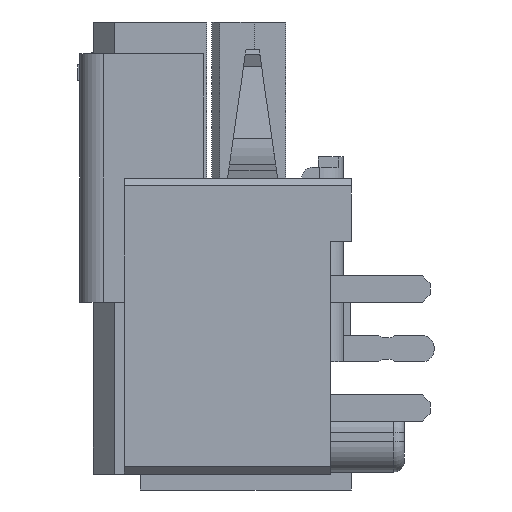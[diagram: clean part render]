
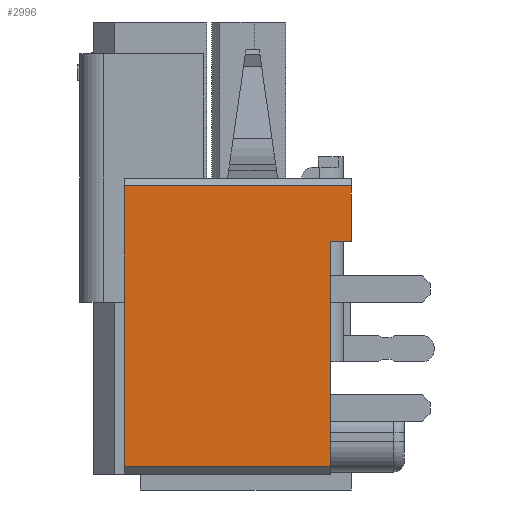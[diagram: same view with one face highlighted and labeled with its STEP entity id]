
A CAD part, left-side view. The second image highlights one B-rep face of the part: STEP entity #2996.
In plain terms, the highlighted planar face has unit normal (-1, 0, 0).
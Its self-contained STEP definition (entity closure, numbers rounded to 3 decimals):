
#2996 = ADVANCED_FACE( '', ( #6682 ), #6683, .F. );
#6682 = FACE_OUTER_BOUND( '', #11061, .T. );
#6683 = PLANE( '', #11062 );
#11061 = EDGE_LOOP( '', ( #20314, #20315, #20316, #20317, #20318, #20319 ) );
#11062 = AXIS2_PLACEMENT_3D( '', #20320, #20321, #20322 );
#20314 = ORIENTED_EDGE( '', *, *, #29553, .T. );
#20315 = ORIENTED_EDGE( '', *, *, #29289, .F. );
#20316 = ORIENTED_EDGE( '', *, *, #29462, .T. );
#20317 = ORIENTED_EDGE( '', *, *, #28689, .F. );
#20318 = ORIENTED_EDGE( '', *, *, #27787, .F. );
#20319 = ORIENTED_EDGE( '', *, *, #27422, .T. );
#20320 = CARTESIAN_POINT( '', ( -8.85, 1.66, -3.1 ) );
#20321 = DIRECTION( '', ( 1., 0., 0. ) );
#20322 = DIRECTION( '', ( 0., 0., -1. ) );
#27422 = EDGE_CURVE( '', #33112, #33110, #33113, .T. );
#27787 = EDGE_CURVE( '', #33112, #33778, #33779, .T. );
#28689 = EDGE_CURVE( '', #33778, #35321, #35322, .T. );
#29289 = EDGE_CURVE( '', #36287, #36283, #36289, .T. );
#29462 = EDGE_CURVE( '', #36287, #35321, #36564, .T. );
#29553 = EDGE_CURVE( '', #33110, #36283, #36703, .T. );
#33110 = VERTEX_POINT( '', #41458 );
#33112 = VERTEX_POINT( '', #41461 );
#33113 = LINE( '', #41462, #41463 );
#33778 = VERTEX_POINT( '', #42437 );
#33779 = LINE( '', #42438, #42439 );
#35321 = VERTEX_POINT( '', #44692 );
#35322 = LINE( '', #44693, #44694 );
#36283 = VERTEX_POINT( '', #46114 );
#36287 = VERTEX_POINT( '', #46120 );
#36289 = LINE( '', #46123, #46124 );
#36564 = LINE( '', #46525, #46526 );
#36703 = LINE( '', #46739, #46740 );
#41458 = CARTESIAN_POINT( '', ( -8.85, -2.24, -3.1 ) );
#41461 = CARTESIAN_POINT( '', ( -8.85, 1.66, -3.1 ) );
#41462 = CARTESIAN_POINT( '', ( -8.85, 1.66, -3.1 ) );
#41463 = VECTOR( '', #53613, 1000. );
#42437 = CARTESIAN_POINT( '', ( -8.85, 1.66, 2.2 ) );
#42438 = CARTESIAN_POINT( '', ( -8.85, 1.66, -3.1 ) );
#42439 = VECTOR( '', #53941, 1000. );
#44692 = CARTESIAN_POINT( '', ( -8.85, -2.64, 2.2 ) );
#44693 = CARTESIAN_POINT( '', ( -8.85, 1.66, 2.2 ) );
#44694 = VECTOR( '', #54707, 1000. );
#46114 = CARTESIAN_POINT( '', ( -8.85, -2.24, 1.15 ) );
#46120 = CARTESIAN_POINT( '', ( -8.85, -2.64, 1.15 ) );
#46123 = CARTESIAN_POINT( '', ( -8.85, -2.64, 1.15 ) );
#46124 = VECTOR( '', #55200, 1000. );
#46525 = CARTESIAN_POINT( '', ( -8.85, -2.64, 1.15 ) );
#46526 = VECTOR( '', #55348, 1000. );
#46739 = CARTESIAN_POINT( '', ( -8.85, -2.24, -3.1 ) );
#46740 = VECTOR( '', #55429, 1000. );
#53613 = DIRECTION( '', ( 0., -1., 0. ) );
#53941 = DIRECTION( '', ( 0., 0., 1. ) );
#54707 = DIRECTION( '', ( 0., -1., 0. ) );
#55200 = DIRECTION( '', ( 0., 1., 0. ) );
#55348 = DIRECTION( '', ( 0., 0., 1. ) );
#55429 = DIRECTION( '', ( 0., 0., 1. ) );
